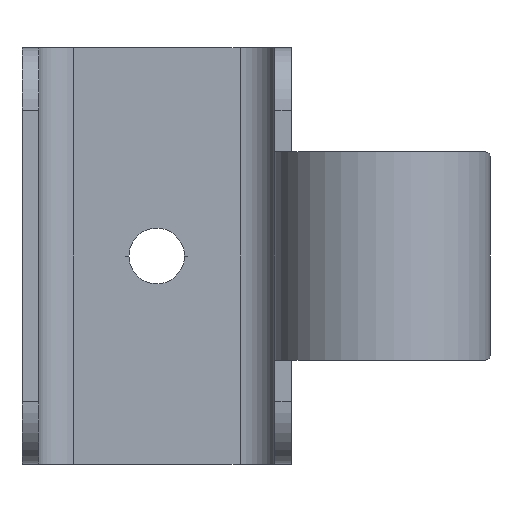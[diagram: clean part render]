
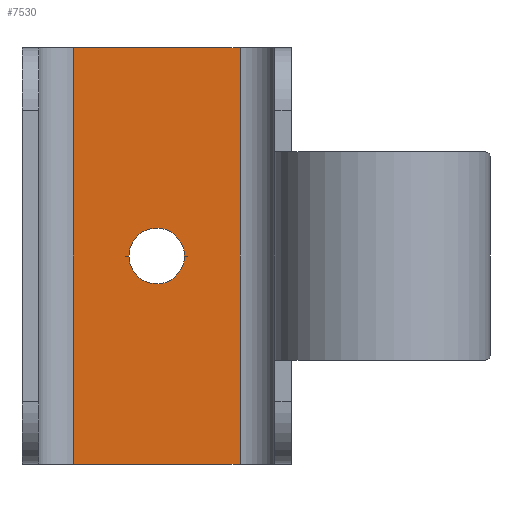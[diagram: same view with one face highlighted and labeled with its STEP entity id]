
A CAD part, front view. The second image highlights one B-rep face of the part: STEP entity #7530.
In plain terms, the highlighted planar face has unit normal (0, -1, 0).
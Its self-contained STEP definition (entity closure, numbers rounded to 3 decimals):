
#210=CARTESIAN_POINT('',(-14.5,58.8,10.));
#220=VERTEX_POINT('',#210);
#250=CARTESIAN_POINT('',(0.,58.8,10.));
#260=DIRECTION('',(-1.,0.,0.));
#270=VECTOR('',#260,1.);
#280=LINE('',#250,#270);
#290=CARTESIAN_POINT('',(-2.5,58.8,10.));
#300=VERTEX_POINT('',#290);
#310=EDGE_CURVE('',#300,#220,#280,.T.);
#2450=CARTESIAN_POINT('',(-2.5,58.8,40.));
#2460=VERTEX_POINT('',#2450);
#2490=CARTESIAN_POINT('',(0.,58.8,40.));
#2500=DIRECTION('',(-1.,0.,0.));
#2510=VECTOR('',#2500,1.);
#2520=LINE('',#2490,#2510);
#2530=CARTESIAN_POINT('',(-14.5,58.8,40.));
#2540=VERTEX_POINT('',#2530);
#2550=EDGE_CURVE('',#2460,#2540,#2520,.T.);
#4070=CARTESIAN_POINT('',(-10.5,58.8,25.));
#4080=VERTEX_POINT('',#4070);
#4260=CARTESIAN_POINT('',(-6.5,58.8,25.));
#4270=VERTEX_POINT('',#4260);
#4300=CARTESIAN_POINT('',(-8.5,58.8,25.));
#4310=DIRECTION('',(0.,1.,0.));
#4320=DIRECTION('',(1.,0.,0.));
#4330=AXIS2_PLACEMENT_3D('',#4300,#4310,#4320);
#4340=CIRCLE('',#4330,2.);
#4350=EDGE_CURVE('',#4270,#4080,#4340,.T.);
#4870=CARTESIAN_POINT('',(-2.5,58.8,0.));
#4880=DIRECTION('',(0.,0.,1.));
#4890=VECTOR('',#4880,1.);
#4900=LINE('',#4870,#4890);
#4910=EDGE_CURVE('',#300,#2460,#4900,.T.);
#7270=CARTESIAN_POINT('',(-14.5,58.8,0.));
#7280=DIRECTION('',(0.,0.,1.));
#7290=VECTOR('',#7280,1.);
#7300=LINE('',#7270,#7290);
#7310=EDGE_CURVE('',#220,#2540,#7300,.T.);
#7370=CARTESIAN_POINT('',(-2.5,58.8,0.));
#7380=DIRECTION('',(-0.,-1.,-0.));
#7390=DIRECTION('',(-1.,0.,0.));
#7400=AXIS2_PLACEMENT_3D('',#7370,#7380,#7390);
#7410=PLANE('',#7400);
#7420=EDGE_CURVE('',#4080,#4270,#4340,.T.);
#7430=ORIENTED_EDGE('',*,*,#7420,.T.);
#7440=ORIENTED_EDGE('',*,*,#4350,.T.);
#7450=EDGE_LOOP('',(#7440,#7430));
#7460=FACE_BOUND('',#7450,.T.);
#7470=ORIENTED_EDGE('',*,*,#7310,.F.);
#7480=ORIENTED_EDGE('',*,*,#2550,.T.);
#7490=ORIENTED_EDGE('',*,*,#4910,.T.);
#7500=ORIENTED_EDGE('',*,*,#310,.F.);
#7510=EDGE_LOOP('',(#7500,#7490,#7480,#7470));
#7520=FACE_OUTER_BOUND('',#7510,.T.);
#7530=ADVANCED_FACE('',(#7460,#7520),#7410,.T.);
